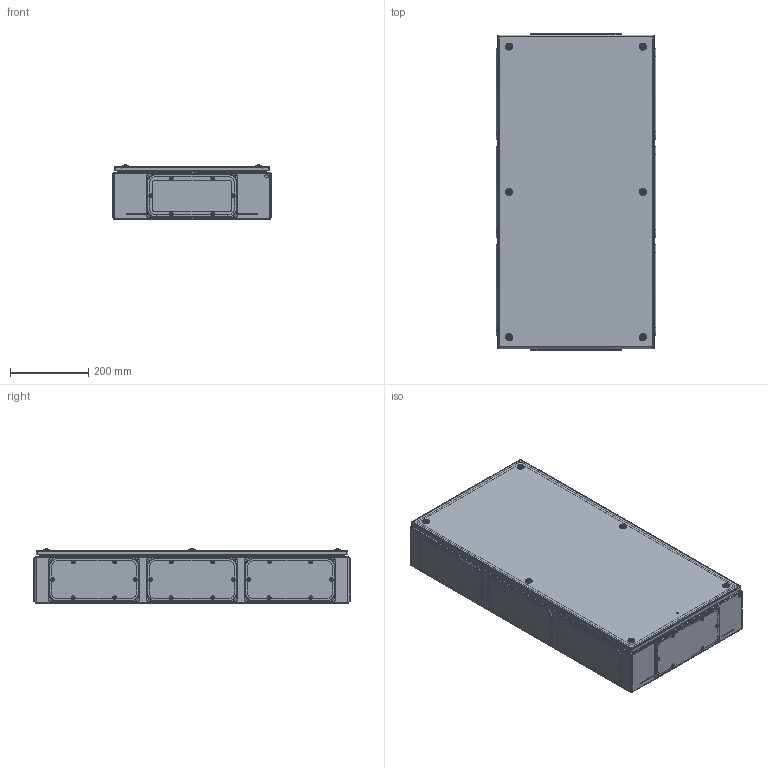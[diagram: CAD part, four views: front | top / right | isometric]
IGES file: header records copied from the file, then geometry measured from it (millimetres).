
Global section: file name: EXA8040135.igs; preprocessor: I-DEAS 3D IGES Translator 13; date: 20120831.090451; units: millimetre
Bounding box: 406.4 x 806.4 x 139.29 mm (x, y, z)
Volume: 2217445.7 mm3; surface area: 2926560.5 mm2
Topology: 18 solids, 18 shells, 2218 faces, 5659 edges, 3415 vertices
Faces by surface type: bspline 2218
